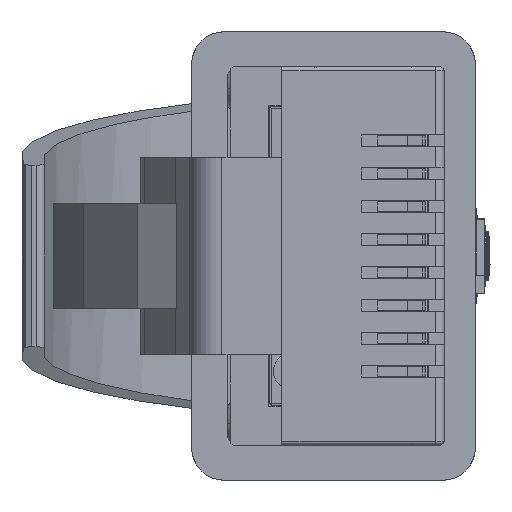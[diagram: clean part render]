
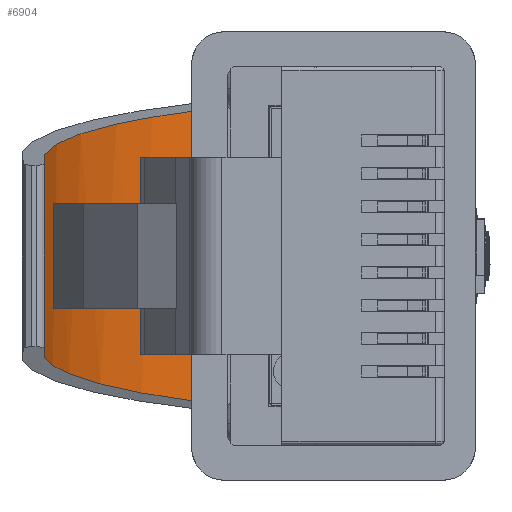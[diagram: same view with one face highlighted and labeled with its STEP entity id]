
A CAD part, left-side view. The second image highlights one B-rep face of the part: STEP entity #6904.
In plain terms, the highlighted cylindrical face has radius 12.7 mm (diameter 25.4 mm), a partial arc.
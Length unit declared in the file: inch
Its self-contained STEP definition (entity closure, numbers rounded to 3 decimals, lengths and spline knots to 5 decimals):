
#783 = EDGE_LOOP ( 'NONE', ( #7260, #16862, #20161, #8113 ) ) ;
#2984 = CARTESIAN_POINT ( 'NONE',  ( 0.12284, 0.35118, 0.39908 ) ) ;
#3930 = FACE_OUTER_BOUND ( 'NONE', #783, .T. ) ;
#5286 = VERTEX_POINT ( 'NONE', #10566 ) ;
#6070 = VERTEX_POINT ( 'NONE', #16256 ) ;
#6702 = DIRECTION ( 'NONE',  ( 0., 0., 1. ) ) ;
#6904 = ADVANCED_FACE ( 'NONE', ( #3930 ), #23779, .F. ) ;
#7146 = EDGE_CURVE ( 'NONE', #24471, #6070, #15656, .T. ) ;
#7260 = ORIENTED_EDGE ( 'NONE', *, *, #11388, .F. ) ;
#7728 = EDGE_CURVE ( 'NONE', #24471, #21343, #17320, .T. ) ;
#8113 = ORIENTED_EDGE ( 'NONE', *, *, #7728, .T. ) ;
#8137 = LINE ( 'NONE', #22601, #14842 ) ;
#8806 = CARTESIAN_POINT ( 'NONE',  ( 0.185, 0.35118, 0.39908 ) ) ;
#9113 = CARTESIAN_POINT ( 'NONE',  ( -0.12284, 0.35118, 0.39908 ) ) ;
#9451 = CARTESIAN_POINT ( 'NONE',  ( -0.16228, 0.27595, 0.1459 ) ) ;
#9484 = DIRECTION ( 'NONE',  ( -1., 0., 0. ) ) ;
#9990 = CARTESIAN_POINT ( 'NONE',  ( 0.17565, 0.17224, 0.06 ) ) ;
#10566 = CARTESIAN_POINT ( 'NONE',  ( -0.17565, 0.17224, 0.06 ) ) ;
#11126 = CARTESIAN_POINT ( 'NONE',  ( 0.185, -0.1467, 0.44506 ) ) ;
#11388 = EDGE_CURVE ( 'NONE', #5286, #21343, #23548, .T. ) ;
#11966 = CARTESIAN_POINT ( 'NONE',  ( 0.16228, 0.27595, 0.1459 ) ) ;
#14842 = VECTOR ( 'NONE', #9484, 39.37008 ) ;
#15182 = DIRECTION ( 'NONE',  ( -1., 0., 0. ) ) ;
#15656 =( BOUNDED_CURVE ( )  B_SPLINE_CURVE ( 3, ( #16548, #24806, #11966, #9990 ),
 .UNSPECIFIED., .F., .F. ) 
 B_SPLINE_CURVE_WITH_KNOTS ( ( 4, 4 ),
 ( 1.66289, 2.44983 ),
 .UNSPECIFIED. ) 
 CURVE ( )  GEOMETRIC_REPRESENTATION_ITEM ( )  RATIONAL_B_SPLINE_CURVE ( ( 1., 0.949, 0.949, 1. ) ) 
 REPRESENTATION_ITEM ( '' )  );
#15925 = CARTESIAN_POINT ( 'NONE',  ( -0.12284, 0.35118, 0.39908 ) ) ;
#16256 = CARTESIAN_POINT ( 'NONE',  ( 0.17565, 0.17224, 0.06 ) ) ;
#16548 = CARTESIAN_POINT ( 'NONE',  ( 0.12284, 0.35118, 0.39908 ) ) ;
#16862 = ORIENTED_EDGE ( 'NONE', *, *, #19256, .F. ) ;
#17320 = LINE ( 'NONE', #8806, #26417 ) ;
#18896 = AXIS2_PLACEMENT_3D ( 'NONE', #11126, #26323, #6702 ) ;
#19256 = EDGE_CURVE ( 'NONE', #6070, #5286, #8137, .T. ) ;
#20161 = ORIENTED_EDGE ( 'NONE', *, *, #7146, .F. ) ;
#21343 = VERTEX_POINT ( 'NONE', #9113 ) ;
#22288 = CARTESIAN_POINT ( 'NONE',  ( -0.17565, 0.17224, 0.06 ) ) ;
#22601 = CARTESIAN_POINT ( 'NONE',  ( 0.185, 0.17224, 0.06 ) ) ;
#23548 =( BOUNDED_CURVE ( )  B_SPLINE_CURVE ( 3, ( #22288, #9451, #26606, #15925 ),
 .UNSPECIFIED., .F., .F. ) 
 B_SPLINE_CURVE_WITH_KNOTS ( ( 4, 4 ),
 ( 0.69176, 1.4787 ),
 .UNSPECIFIED. ) 
 CURVE ( )  GEOMETRIC_REPRESENTATION_ITEM ( )  RATIONAL_B_SPLINE_CURVE ( ( 1., 0.949, 0.949, 1. ) ) 
 REPRESENTATION_ITEM ( '' )  );
#23779 = CYLINDRICAL_SURFACE ( 'NONE', #18896, 0.5 ) ;
#24471 = VERTEX_POINT ( 'NONE', #2984 ) ;
#24806 = CARTESIAN_POINT ( 'NONE',  ( 0.14373, 0.33879, 0.26499 ) ) ;
#26323 = DIRECTION ( 'NONE',  ( -1., 0., 0. ) ) ;
#26417 = VECTOR ( 'NONE', #15182, 39.37008 ) ;
#26606 = CARTESIAN_POINT ( 'NONE',  ( -0.14373, 0.33879, 0.26499 ) ) ;
